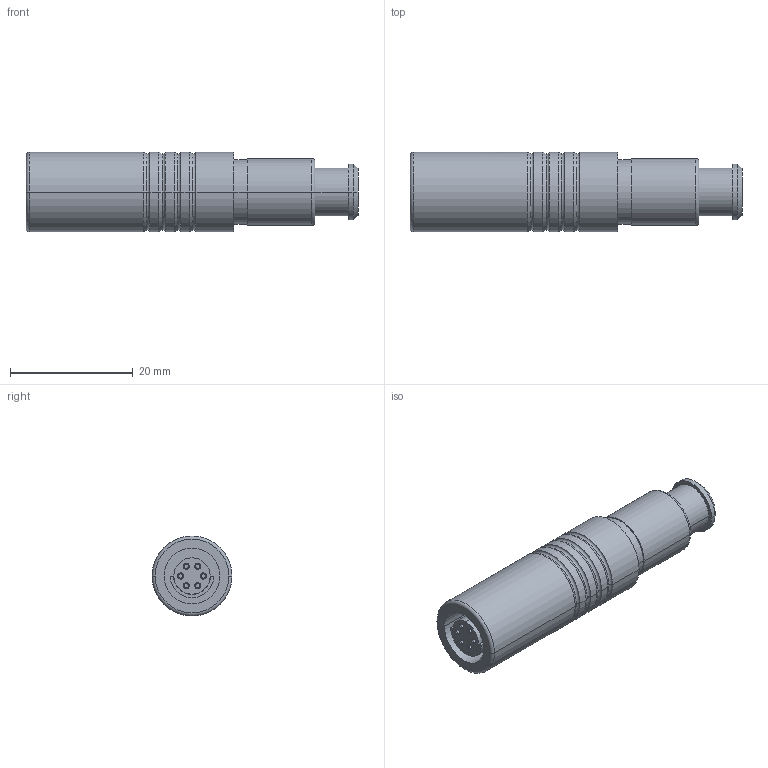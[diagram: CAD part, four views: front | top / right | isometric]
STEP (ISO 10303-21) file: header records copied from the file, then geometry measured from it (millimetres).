
FILE_DESCRIPTION((''),'2;1');
FILE_NAME('K41F1C-P06L','2021-02-05T11:28:28',('RTrager'),(''),'CREO PARAMETRIC BY PTC INC, 2018300','CREO PARAMETRIC BY PTC INC, 2018300','');
FILE_SCHEMA(('AP242_MANAGED_MODEL_BASED_3D_ENGINEERING_MIM_LF { 1 0 10303 442 1 1 4 }'));
Length unit declared in the file: millimetre
Products named in the file (1): K41F1C-P06L
Bounding box: 54 x 13 x 13 mm (x, y, z)
Volume: 4784.8 mm3; surface area: 3834.8 mm2
Topology: 1 solids, 1 shells, 151 faces, 338 edges, 210 vertices
Faces by surface type: cylinder 80, plane 31, cone 22, torus 18
Entity records: 6719 total; most frequent: CARTESIAN_POINT 1011, DIRECTION 794, ORIENTED_EDGE 676, PRESENTATION_STYLE_ASSIGNMENT 434, STYLED_ITEM 341, CURVE_STYLE 338, EDGE_CURVE 338, AXIS2_PLACEMENT_3D 337
